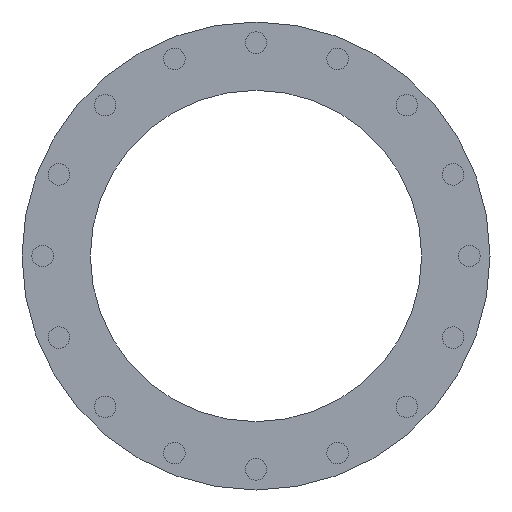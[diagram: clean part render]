
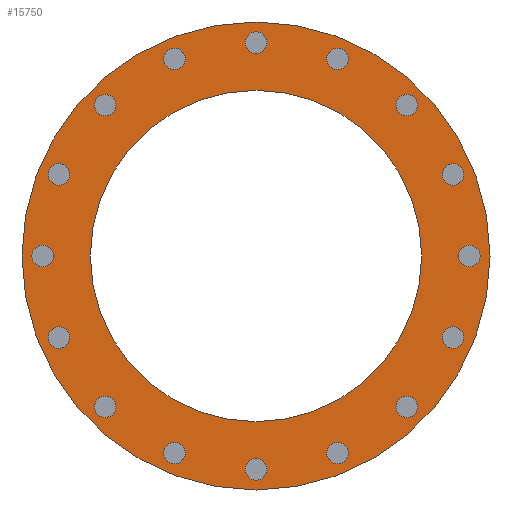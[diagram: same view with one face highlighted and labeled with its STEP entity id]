
A CAD part, left-side view. The second image highlights one B-rep face of the part: STEP entity #15750.
In plain terms, the highlighted planar face has unit normal (-1, 0, 0).
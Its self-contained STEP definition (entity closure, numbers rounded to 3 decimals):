
#321=FACE_BOUND('',#2599,.T.);
#322=FACE_BOUND('',#2600,.T.);
#323=FACE_BOUND('',#2601,.T.);
#324=FACE_BOUND('',#2602,.T.);
#325=FACE_BOUND('',#2603,.T.);
#326=FACE_BOUND('',#2604,.T.);
#327=FACE_BOUND('',#2605,.T.);
#328=FACE_BOUND('',#2606,.T.);
#329=FACE_BOUND('',#2607,.T.);
#330=FACE_BOUND('',#2608,.T.);
#331=FACE_BOUND('',#2609,.T.);
#332=FACE_BOUND('',#2610,.T.);
#333=FACE_BOUND('',#2611,.T.);
#334=FACE_BOUND('',#2612,.T.);
#335=FACE_BOUND('',#2613,.T.);
#336=FACE_BOUND('',#2614,.T.);
#337=FACE_BOUND('',#2615,.T.);
#716=PLANE('',#17090);
#1512=FACE_OUTER_BOUND('',#2598,.T.);
#2598=EDGE_LOOP('',(#12979,#12980));
#2599=EDGE_LOOP('',(#12981));
#2600=EDGE_LOOP('',(#12982));
#2601=EDGE_LOOP('',(#12983));
#2602=EDGE_LOOP('',(#12984));
#2603=EDGE_LOOP('',(#12985));
#2604=EDGE_LOOP('',(#12986));
#2605=EDGE_LOOP('',(#12987));
#2606=EDGE_LOOP('',(#12988));
#2607=EDGE_LOOP('',(#12989));
#2608=EDGE_LOOP('',(#12990));
#2609=EDGE_LOOP('',(#12991));
#2610=EDGE_LOOP('',(#12992));
#2611=EDGE_LOOP('',(#12993));
#2612=EDGE_LOOP('',(#12994));
#2613=EDGE_LOOP('',(#12995));
#2614=EDGE_LOOP('',(#12996));
#2615=EDGE_LOOP('',(#12997,#12998));
#6243=CIRCLE('',#17027,200.);
#6244=CIRCLE('',#17028,200.);
#6294=CIRCLE('',#17088,282.5);
#6295=CIRCLE('',#17089,282.5);
#6296=CIRCLE('',#17091,13.);
#6297=CIRCLE('',#17092,13.);
#6298=CIRCLE('',#17093,13.);
#6299=CIRCLE('',#17094,13.);
#6300=CIRCLE('',#17095,13.);
#6301=CIRCLE('',#17096,13.);
#6302=CIRCLE('',#17097,13.);
#6303=CIRCLE('',#17098,13.);
#6304=CIRCLE('',#17099,13.);
#6305=CIRCLE('',#17100,13.);
#6306=CIRCLE('',#17101,13.);
#6307=CIRCLE('',#17102,13.);
#6308=CIRCLE('',#17103,13.);
#6309=CIRCLE('',#17104,13.);
#6310=CIRCLE('',#17105,13.);
#6311=CIRCLE('',#17106,13.);
#7582=VERTEX_POINT('',#26212);
#7583=VERTEX_POINT('',#26214);
#7728=VERTEX_POINT('',#26521);
#7729=VERTEX_POINT('',#26523);
#7730=VERTEX_POINT('',#26527);
#7731=VERTEX_POINT('',#26529);
#7732=VERTEX_POINT('',#26531);
#7733=VERTEX_POINT('',#26533);
#7734=VERTEX_POINT('',#26535);
#7735=VERTEX_POINT('',#26537);
#7736=VERTEX_POINT('',#26539);
#7737=VERTEX_POINT('',#26541);
#7738=VERTEX_POINT('',#26543);
#7739=VERTEX_POINT('',#26545);
#7740=VERTEX_POINT('',#26547);
#7741=VERTEX_POINT('',#26549);
#7742=VERTEX_POINT('',#26551);
#7743=VERTEX_POINT('',#26553);
#7744=VERTEX_POINT('',#26555);
#7745=VERTEX_POINT('',#26557);
#9568=EDGE_CURVE('',#7583,#7582,#6243,.T.);
#9569=EDGE_CURVE('',#7582,#7583,#6244,.T.);
#9721=EDGE_CURVE('',#7728,#7729,#6294,.T.);
#9722=EDGE_CURVE('',#7729,#7728,#6295,.T.);
#9723=EDGE_CURVE('',#7730,#7730,#6296,.T.);
#9724=EDGE_CURVE('',#7731,#7731,#6297,.T.);
#9725=EDGE_CURVE('',#7732,#7732,#6298,.T.);
#9726=EDGE_CURVE('',#7733,#7733,#6299,.T.);
#9727=EDGE_CURVE('',#7734,#7734,#6300,.T.);
#9728=EDGE_CURVE('',#7735,#7735,#6301,.T.);
#9729=EDGE_CURVE('',#7736,#7736,#6302,.T.);
#9730=EDGE_CURVE('',#7737,#7737,#6303,.T.);
#9731=EDGE_CURVE('',#7738,#7738,#6304,.T.);
#9732=EDGE_CURVE('',#7739,#7739,#6305,.T.);
#9733=EDGE_CURVE('',#7740,#7740,#6306,.T.);
#9734=EDGE_CURVE('',#7741,#7741,#6307,.T.);
#9735=EDGE_CURVE('',#7742,#7742,#6308,.T.);
#9736=EDGE_CURVE('',#7743,#7743,#6309,.T.);
#9737=EDGE_CURVE('',#7744,#7744,#6310,.T.);
#9738=EDGE_CURVE('',#7745,#7745,#6311,.T.);
#12979=ORIENTED_EDGE('',*,*,#9722,.F.);
#12980=ORIENTED_EDGE('',*,*,#9721,.F.);
#12981=ORIENTED_EDGE('',*,*,#9723,.T.);
#12982=ORIENTED_EDGE('',*,*,#9724,.T.);
#12983=ORIENTED_EDGE('',*,*,#9725,.T.);
#12984=ORIENTED_EDGE('',*,*,#9726,.T.);
#12985=ORIENTED_EDGE('',*,*,#9727,.T.);
#12986=ORIENTED_EDGE('',*,*,#9728,.T.);
#12987=ORIENTED_EDGE('',*,*,#9729,.T.);
#12988=ORIENTED_EDGE('',*,*,#9730,.T.);
#12989=ORIENTED_EDGE('',*,*,#9731,.T.);
#12990=ORIENTED_EDGE('',*,*,#9732,.T.);
#12991=ORIENTED_EDGE('',*,*,#9733,.T.);
#12992=ORIENTED_EDGE('',*,*,#9734,.T.);
#12993=ORIENTED_EDGE('',*,*,#9735,.T.);
#12994=ORIENTED_EDGE('',*,*,#9736,.T.);
#12995=ORIENTED_EDGE('',*,*,#9737,.T.);
#12996=ORIENTED_EDGE('',*,*,#9738,.T.);
#12997=ORIENTED_EDGE('',*,*,#9568,.T.);
#12998=ORIENTED_EDGE('',*,*,#9569,.T.);
#15750=ADVANCED_FACE('',(#1512,#321,#322,#323,#324,#325,#326,#327,#328,
#329,#330,#331,#332,#333,#334,#335,#336,#337),#716,.T.);
#17027=AXIS2_PLACEMENT_3D('',#26215,#19644,#19645);
#17028=AXIS2_PLACEMENT_3D('',#26216,#19646,#19647);
#17088=AXIS2_PLACEMENT_3D('',#26524,#19868,#19869);
#17089=AXIS2_PLACEMENT_3D('',#26525,#19870,#19871);
#17090=AXIS2_PLACEMENT_3D('',#26526,#19872,#19873);
#17091=AXIS2_PLACEMENT_3D('',#26528,#19874,#19875);
#17092=AXIS2_PLACEMENT_3D('',#26530,#19876,#19877);
#17093=AXIS2_PLACEMENT_3D('',#26532,#19878,#19879);
#17094=AXIS2_PLACEMENT_3D('',#26534,#19880,#19881);
#17095=AXIS2_PLACEMENT_3D('',#26536,#19882,#19883);
#17096=AXIS2_PLACEMENT_3D('',#26538,#19884,#19885);
#17097=AXIS2_PLACEMENT_3D('',#26540,#19886,#19887);
#17098=AXIS2_PLACEMENT_3D('',#26542,#19888,#19889);
#17099=AXIS2_PLACEMENT_3D('',#26544,#19890,#19891);
#17100=AXIS2_PLACEMENT_3D('',#26546,#19892,#19893);
#17101=AXIS2_PLACEMENT_3D('',#26548,#19894,#19895);
#17102=AXIS2_PLACEMENT_3D('',#26550,#19896,#19897);
#17103=AXIS2_PLACEMENT_3D('',#26552,#19898,#19899);
#17104=AXIS2_PLACEMENT_3D('',#26554,#19900,#19901);
#17105=AXIS2_PLACEMENT_3D('',#26556,#19902,#19903);
#17106=AXIS2_PLACEMENT_3D('',#26558,#19904,#19905);
#19644=DIRECTION('center_axis',(1.,0.,0.));
#19645=DIRECTION('ref_axis',(0.,0.,-1.));
#19646=DIRECTION('center_axis',(1.,0.,0.));
#19647=DIRECTION('ref_axis',(0.,0.,-1.));
#19868=DIRECTION('center_axis',(1.,0.,0.));
#19869=DIRECTION('ref_axis',(0.,0.,-1.));
#19870=DIRECTION('center_axis',(1.,0.,0.));
#19871=DIRECTION('ref_axis',(0.,0.,-1.));
#19872=DIRECTION('center_axis',(-1.,0.,0.));
#19873=DIRECTION('ref_axis',(0.,0.,1.));
#19874=DIRECTION('center_axis',(1.,0.,0.));
#19875=DIRECTION('ref_axis',(0.,-0.383,-0.924));
#19876=DIRECTION('center_axis',(1.,0.,0.));
#19877=DIRECTION('ref_axis',(0.,-0.707,-0.707));
#19878=DIRECTION('center_axis',(1.,0.,0.));
#19879=DIRECTION('ref_axis',(0.,-0.924,-0.383));
#19880=DIRECTION('center_axis',(1.,0.,0.));
#19881=DIRECTION('ref_axis',(0.,-1.,0.));
#19882=DIRECTION('center_axis',(1.,0.,0.));
#19883=DIRECTION('ref_axis',(0.,-0.924,0.383));
#19884=DIRECTION('center_axis',(1.,0.,0.));
#19885=DIRECTION('ref_axis',(0.,-0.707,0.707));
#19886=DIRECTION('center_axis',(1.,0.,0.));
#19887=DIRECTION('ref_axis',(0.,-0.383,0.924));
#19888=DIRECTION('center_axis',(1.,0.,0.));
#19889=DIRECTION('ref_axis',(0.,0.,1.));
#19890=DIRECTION('center_axis',(1.,0.,0.));
#19891=DIRECTION('ref_axis',(0.,0.383,0.924));
#19892=DIRECTION('center_axis',(1.,0.,0.));
#19893=DIRECTION('ref_axis',(0.,0.707,0.707));
#19894=DIRECTION('center_axis',(1.,0.,0.));
#19895=DIRECTION('ref_axis',(0.,0.924,0.383));
#19896=DIRECTION('center_axis',(1.,0.,0.));
#19897=DIRECTION('ref_axis',(0.,1.,0.));
#19898=DIRECTION('center_axis',(1.,0.,0.));
#19899=DIRECTION('ref_axis',(0.,0.924,-0.383));
#19900=DIRECTION('center_axis',(1.,0.,0.));
#19901=DIRECTION('ref_axis',(0.,0.707,-0.707));
#19902=DIRECTION('center_axis',(1.,0.,0.));
#19903=DIRECTION('ref_axis',(0.,0.383,-0.924));
#19904=DIRECTION('center_axis',(1.,0.,0.));
#19905=DIRECTION('ref_axis',(0.,0.,-1.));
#26212=CARTESIAN_POINT('',(0.,-200.,0.));
#26214=CARTESIAN_POINT('',(0.,200.,0.));
#26215=CARTESIAN_POINT('Origin',(0.,0.,0.));
#26216=CARTESIAN_POINT('Origin',(0.,0.,0.));
#26521=CARTESIAN_POINT('',(0.,-282.5,0.));
#26523=CARTESIAN_POINT('',(0.,282.5,0.));
#26524=CARTESIAN_POINT('Origin',(0.,0.,0.));
#26525=CARTESIAN_POINT('Origin',(0.,0.,0.));
#26526=CARTESIAN_POINT('Origin',(0.,282.5,0.));
#26527=CARTESIAN_POINT('',(0.,242.874,110.551));
#26528=CARTESIAN_POINT('Origin',(0.,237.899,98.541));
#26529=CARTESIAN_POINT('',(0.,266.692,9.192));
#26530=CARTESIAN_POINT('Origin',(0.,257.5,0.));
#26531=CARTESIAN_POINT('',(0.,249.909,-93.566));
#26532=CARTESIAN_POINT('Origin',(0.,237.899,-98.541));
#26533=CARTESIAN_POINT('',(0.,195.08,-182.08));
#26534=CARTESIAN_POINT('Origin',(0.,182.08,-182.08));
#26535=CARTESIAN_POINT('',(0.,110.551,-242.874));
#26536=CARTESIAN_POINT('Origin',(0.,98.541,-237.899));
#26537=CARTESIAN_POINT('',(0.,9.192,-266.692));
#26538=CARTESIAN_POINT('Origin',(0.,0.,-257.5));
#26539=CARTESIAN_POINT('',(0.,-93.566,-249.909));
#26540=CARTESIAN_POINT('Origin',(0.,-98.541,-237.899));
#26541=CARTESIAN_POINT('',(0.,-182.08,-195.08));
#26542=CARTESIAN_POINT('Origin',(0.,-182.08,-182.08));
#26543=CARTESIAN_POINT('',(0.,-242.874,-110.551));
#26544=CARTESIAN_POINT('Origin',(0.,-237.899,-98.541));
#26545=CARTESIAN_POINT('',(0.,-266.692,-9.192));
#26546=CARTESIAN_POINT('Origin',(0.,-257.5,0.));
#26547=CARTESIAN_POINT('',(0.,-249.909,93.566));
#26548=CARTESIAN_POINT('Origin',(0.,-237.899,98.541));
#26549=CARTESIAN_POINT('',(0.,-195.08,182.08));
#26550=CARTESIAN_POINT('Origin',(0.,-182.08,182.08));
#26551=CARTESIAN_POINT('',(0.,-110.551,242.874));
#26552=CARTESIAN_POINT('Origin',(0.,-98.541,237.899));
#26553=CARTESIAN_POINT('',(0.,-9.192,266.692));
#26554=CARTESIAN_POINT('Origin',(0.,0.,257.5));
#26555=CARTESIAN_POINT('',(0.,93.566,249.909));
#26556=CARTESIAN_POINT('Origin',(0.,98.541,237.899));
#26557=CARTESIAN_POINT('',(0.,182.08,195.08));
#26558=CARTESIAN_POINT('Origin',(0.,182.08,182.08));
